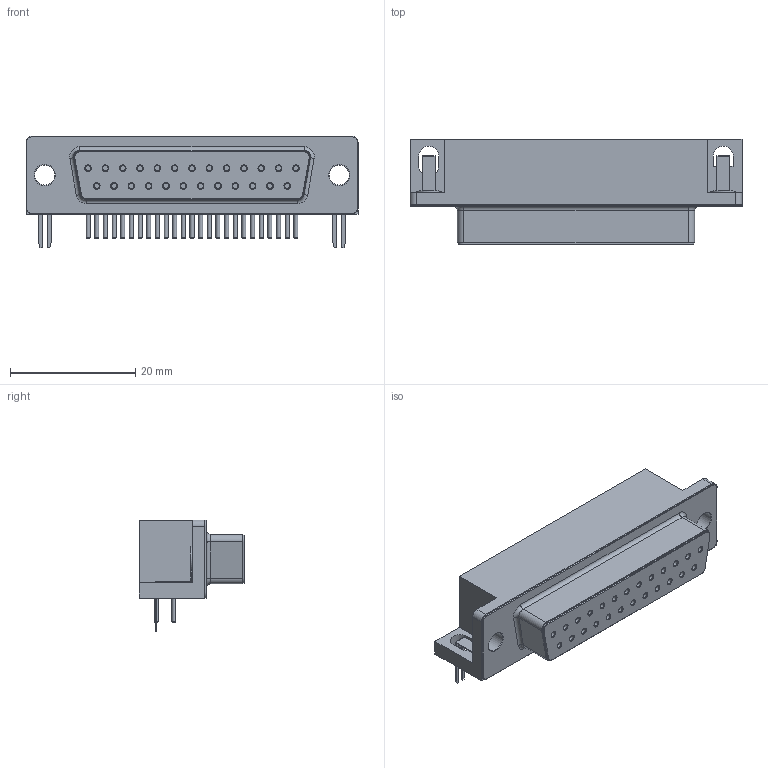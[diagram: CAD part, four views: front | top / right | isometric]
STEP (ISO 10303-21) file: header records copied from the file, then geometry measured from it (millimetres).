
FILE_DESCRIPTION(/* description */ ('model of DSUB-25_Female_Horizontal_P2.77x2.84mm_EdgePinOffset4.94mm_Housed_MountingHolesOffset7.48mm'),/* implementation_level */ '2;1');
FILE_NAME(/* name */ 'DSUB-25_Female_Horizontal_P2.77x2.84mm_EdgePinOffset4.94mm_Housed_MountingHolesOffset7.48mm.step',/* time_stamp */ '2020-01-11T08:48:58',/* author */ ('kicad StepUp','ksu'),/* organization */ ('FreeCAD'),/* preprocessor_version */ 'OCC',/* originating_system */ 'kicad StepUp',/* authorisation */ '');
FILE_SCHEMA(('AUTOMOTIVE_DESIGN { 1 0 10303 214 1 1 1 1 }'));
Length unit declared in the file: millimetre
Products named in the file (1): DSUB-25_Female_Horizontal_P2.77x2.84mm_EdgePinOffset4.94mm_Housed_
MountingHolesOffset7.48mm
Bounding box: 53.1 x 16.88 x 17.9 mm (x, y, z)
Volume: 7840.2 mm3; surface area: 4381.4 mm2
Topology: 1 solids, 1 shells, 259 faces, 594 edges, 364 vertices
Faces by surface type: plane 102, cylinder 85, torus 35, cone 33, revolution 4
Full cylindrical faces by diameter (mm): 0.64 x25, 0.853 x25, 3.2 x2, 4 x2
Entity records: 9660 total; most frequent: CARTESIAN_POINT 1650, DIRECTION 1377, ORIENTED_EDGE 1188, EDGE_CURVE 594, AXIS2_PLACEMENT_3D 529, VERTEX_POINT 364, FACE_BOUND 346, EDGE_LOOP 346
